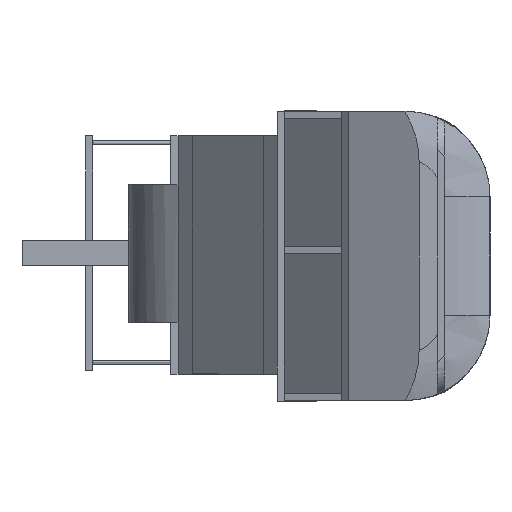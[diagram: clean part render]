
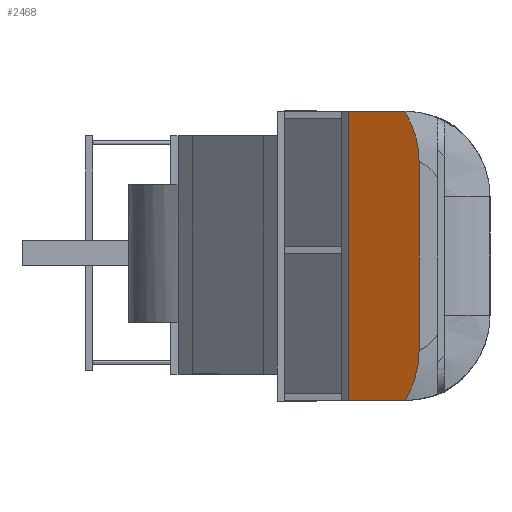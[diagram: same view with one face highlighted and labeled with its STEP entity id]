
A CAD part, left-side view. The second image highlights one B-rep face of the part: STEP entity #2468.
In plain terms, the highlighted free-form (B-spline) face has degree [1, 1] with [2, 2] control points.
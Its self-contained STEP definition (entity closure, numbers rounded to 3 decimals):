
#1786 = VERTEX_POINT('',#1787);
#1787 = CARTESIAN_POINT('',(-97.555,10.359,
    -17.622));
#1792 = EDGE_CURVE('',#1793,#1786,#1795,.T.);
#1793 = VERTEX_POINT('',#1794);
#1794 = CARTESIAN_POINT('',(-94.102,17.265,
    -17.622));
#1795 = B_SPLINE_CURVE_WITH_KNOTS('',1,(#1796,#1797),.UNSPECIFIED.,.F.,
  .F.,(2,2),(29.338,38.282),.PIECEWISE_BEZIER_KNOTS.);
#1796 = CARTESIAN_POINT('',(-94.102,17.265,
    -17.622));
#1797 = CARTESIAN_POINT('',(-97.555,10.359,
    -17.622));
#1872 = VERTEX_POINT('',#1873);
#1873 = CARTESIAN_POINT('',(-94.102,17.265,
    17.579));
#1878 = EDGE_CURVE('',#1879,#1872,#1881,.T.);
#1879 = VERTEX_POINT('',#1880);
#1880 = CARTESIAN_POINT('',(-97.555,10.359,
    17.579));
#1881 = B_SPLINE_CURVE_WITH_KNOTS('',1,(#1882,#1883),.UNSPECIFIED.,.F.,
  .F.,(2,2),(3.913,12.857),.PIECEWISE_BEZIER_KNOTS.);
#1882 = CARTESIAN_POINT('',(-97.555,10.359,
    17.579));
#1883 = CARTESIAN_POINT('',(-94.102,17.265,
    17.579));
#2394 = EDGE_CURVE('',#1879,#2395,#2397,.T.);
#2395 = VERTEX_POINT('',#2396);
#2396 = CARTESIAN_POINT('',(-98.418,8.633,
    11.449));
#2397 = B_SPLINE_CURVE_WITH_KNOTS('',3,(#2398,#2399,#2400,#2401,#2402,
    #2403,#2404,#2405),.UNSPECIFIED.,.F.,.F.,(4,2,2,4),(3.985,
    4.262,4.54,4.698),.UNSPECIFIED.);
#2398 = CARTESIAN_POINT('',(-97.555,10.359,
    17.579));
#2399 = CARTESIAN_POINT('',(-97.756,9.957,
    16.919));
#2400 = CARTESIAN_POINT('',(-97.943,9.583,
    16.151));
#2401 = CARTESIAN_POINT('',(-98.226,9.016,
    14.536));
#2402 = CARTESIAN_POINT('',(-98.323,8.823,
    13.689));
#2403 = CARTESIAN_POINT('',(-98.401,8.667,
    12.447));
#2404 = CARTESIAN_POINT('',(-98.418,8.633,
    11.949));
#2405 = CARTESIAN_POINT('',(-98.418,8.633,
    11.449));
#2433 = EDGE_CURVE('',#2434,#1786,#2436,.T.);
#2434 = VERTEX_POINT('',#2435);
#2435 = CARTESIAN_POINT('',(-98.418,8.633,
    -11.492));
#2436 = B_SPLINE_CURVE_WITH_KNOTS('',3,(#2437,#2438,#2439,#2440,#2441,
    #2442,#2443,#2444),.UNSPECIFIED.,.F.,.F.,(4,2,2,4),(5.633,
    5.792,6.069,6.347),.UNSPECIFIED.);
#2437 = CARTESIAN_POINT('',(-98.418,8.633,
    -11.492));
#2438 = CARTESIAN_POINT('',(-98.418,8.633,
    -11.992));
#2439 = CARTESIAN_POINT('',(-98.401,8.667,
    -12.49));
#2440 = CARTESIAN_POINT('',(-98.323,8.823,
    -13.733));
#2441 = CARTESIAN_POINT('',(-98.226,9.016,
    -14.579));
#2442 = CARTESIAN_POINT('',(-97.943,9.583,
    -16.194));
#2443 = CARTESIAN_POINT('',(-97.756,9.957,
    -16.962));
#2444 = CARTESIAN_POINT('',(-97.555,10.359,
    -17.622));
#2468 = ADVANCED_FACE('',(#2469),#2485,.T.);
#2469 = FACE_BOUND('',#2470,.T.);
#2470 = EDGE_LOOP('',(#2471,#2472,#2477,#2478,#2479,#2484));
#2471 = ORIENTED_EDGE('',*,*,#2433,.F.);
#2472 = ORIENTED_EDGE('',*,*,#2473,.T.);
#2473 = EDGE_CURVE('',#2434,#2395,#2474,.T.);
#2474 = B_SPLINE_CURVE_WITH_KNOTS('',1,(#2475,#2476),.UNSPECIFIED.,.F.,
  .F.,(2,2),(-3.093,23.481),.PIECEWISE_BEZIER_KNOTS.);
#2475 = CARTESIAN_POINT('',(-98.418,8.633,
    -11.492));
#2476 = CARTESIAN_POINT('',(-98.418,8.633,
    11.449));
#2477 = ORIENTED_EDGE('',*,*,#2394,.F.);
#2478 = ORIENTED_EDGE('',*,*,#1878,.T.);
#2479 = ORIENTED_EDGE('',*,*,#2480,.T.);
#2480 = EDGE_CURVE('',#1872,#1793,#2481,.T.);
#2481 = B_SPLINE_CURVE_WITH_KNOTS('',1,(#2482,#2483),.UNSPECIFIED.,.F.,
  .F.,(2,2),(-30.582,10.194),.PIECEWISE_BEZIER_KNOTS.);
#2482 = CARTESIAN_POINT('',(-94.102,17.265,
    17.579));
#2483 = CARTESIAN_POINT('',(-94.102,17.265,
    -17.622));
#2484 = ORIENTED_EDGE('',*,*,#1792,.T.);
#2485 = B_SPLINE_SURFACE_WITH_KNOTS('',1,1,(
    (#2486,#2487)
    ,(#2488,#2489
    )),.UNSPECIFIED.,.F.,.F.,.F.,(2,2),(2,2),(-10.194,
    30.582),(-5.59,5.59),
  .PIECEWISE_BEZIER_KNOTS.);
#2486 = CARTESIAN_POINT('',(-98.418,8.633,
    -17.622));
#2487 = CARTESIAN_POINT('',(-94.102,17.265,
    -17.622));
#2488 = CARTESIAN_POINT('',(-98.418,8.633,
    17.579));
#2489 = CARTESIAN_POINT('',(-94.102,17.265,
    17.579));
